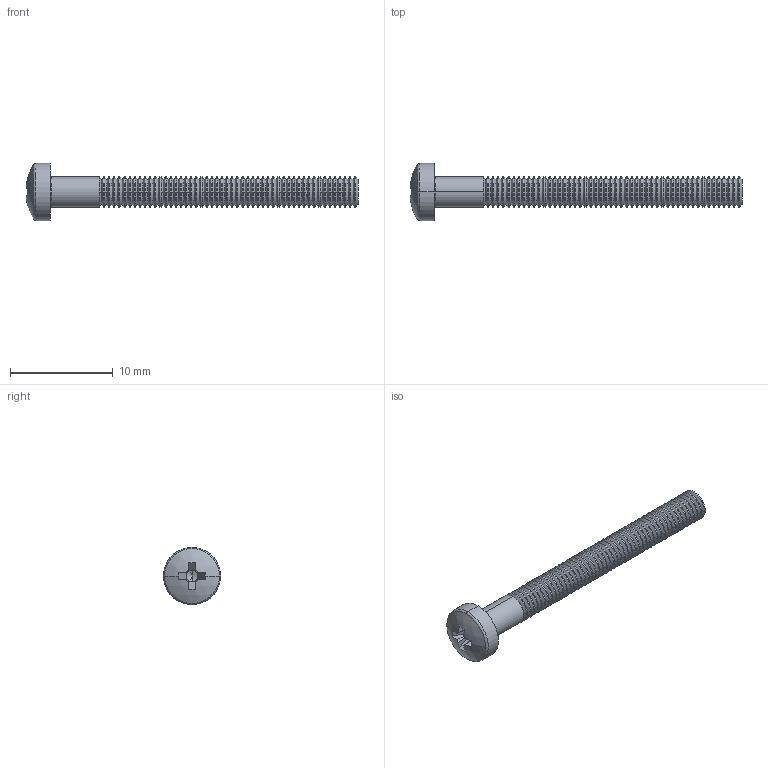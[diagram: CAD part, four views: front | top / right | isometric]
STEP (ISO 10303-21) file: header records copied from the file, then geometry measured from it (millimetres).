
FILE_DESCRIPTION (( 'STEP AP203' ), '1' );
FILE_NAME ('ISO 7045 - M3 x 30 - Z --- 25S_ISO 7045 - M3 x 30 - Z --- 25S_sldprt.STEP', '2018-07-13T16:58:46', ( '' ), ( '' ), 'SwSTEP 2.0', 'SolidWorks 2014', '' );
FILE_SCHEMA (( 'CONFIG_CONTROL_DESIGN' ));
Length unit declared in the file: millimetre
Products named in the file (1): ISO 7045 - M3 x 30 - Z --- 25S_ISO 7045 - M3 x 30 - Z --- 25S_sldprt
Bounding box: 32.35 x 5.6 x 5.6 mm (x, y, z)
Volume: 232.4 mm3; surface area: 476.6 mm2
Topology: 1 solids, 1 shells, 345 faces, 908 edges, 564 vertices
Faces by surface type: cone 213, cylinder 104, plane 22, torus 4, sphere 2
Entity records: 10885 total; most frequent: DIRECTION 2145, CARTESIAN_POINT 1855, ORIENTED_EDGE 1812, AXIS2_PLACEMENT_3D 906, EDGE_CURVE 906, VERTEX_POINT 564, CIRCLE 560, EDGE_LOOP 346
